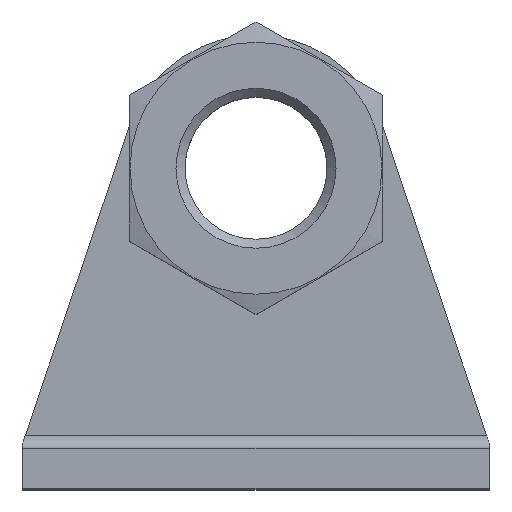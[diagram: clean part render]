
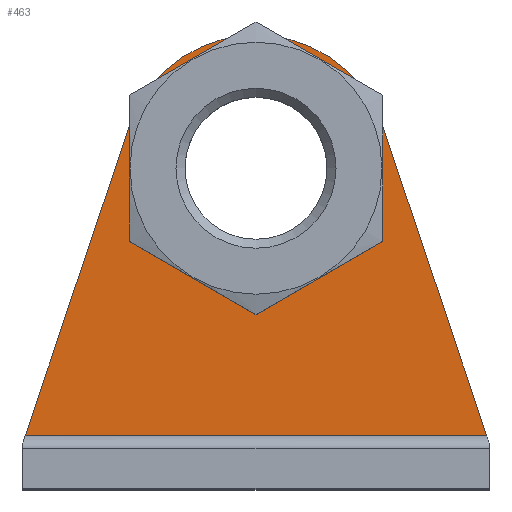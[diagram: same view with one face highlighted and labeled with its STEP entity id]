
A CAD part, top view. The second image highlights one B-rep face of the part: STEP entity #463.
In plain terms, the highlighted face is planar.
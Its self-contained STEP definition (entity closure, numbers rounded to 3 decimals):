
#65=LINE('',#724,#91);
#67=LINE('',#739,#93);
#68=LINE('',#741,#94);
#91=VECTOR('',#591,1000.);
#93=VECTOR('',#605,1000.);
#94=VECTOR('',#606,1000.);
#130=ORIENTED_EDGE('',*,*,#249,.F.);
#131=ORIENTED_EDGE('',*,*,#250,.F.);
#132=ORIENTED_EDGE('',*,*,#243,.T.);
#133=ORIENTED_EDGE('',*,*,#251,.F.);
#134=ORIENTED_EDGE('',*,*,#252,.T.);
#243=EDGE_CURVE('',#302,#303,#65,.T.);
#249=EDGE_CURVE('',#308,#308,#343,.F.);
#250=EDGE_CURVE('',#302,#309,#67,.T.);
#251=EDGE_CURVE('',#310,#303,#68,.T.);
#252=EDGE_CURVE('',#310,#309,#344,.F.);
#302=VERTEX_POINT('',#725);
#303=VERTEX_POINT('',#726);
#308=VERTEX_POINT('',#738);
#309=VERTEX_POINT('',#740);
#310=VERTEX_POINT('',#742);
#343=CIRCLE('',#528,6.05);
#344=CIRCLE('',#529,10.);
#359=EDGE_LOOP('',(#130));
#360=EDGE_LOOP('',(#131,#132,#133,#134));
#403=FACE_BOUND('',#359,.T.);
#404=FACE_BOUND('',#360,.T.);
#444=PLANE('',#527);
#463=ADVANCED_FACE('',(#403,#404),#444,.F.);
#527=AXIS2_PLACEMENT_3D('',#736,#601,#602);
#528=AXIS2_PLACEMENT_3D('',#737,#603,#604);
#529=AXIS2_PLACEMENT_3D('',#743,#607,#608);
#591=DIRECTION('',(0.,0.,-1.));
#601=DIRECTION('',(-1.,0.,0.));
#602=DIRECTION('',(0.,0.,1.));
#603=DIRECTION('',(-1.,0.,0.));
#604=DIRECTION('',(0.,0.,1.));
#605=DIRECTION('',(0.,0.948,-0.319));
#606=DIRECTION('',(0.,-0.948,-0.319));
#607=DIRECTION('',(-1.,0.,0.));
#608=DIRECTION('',(0.,0.,1.));
#724=CARTESIAN_POINT('',(3.,4.,17.5));
#725=CARTESIAN_POINT('',(3.,4.,17.297));
#726=CARTESIAN_POINT('',(3.,4.,-17.297));
#736=CARTESIAN_POINT('',(3.,4.,17.5));
#737=CARTESIAN_POINT('',(3.,24.,0.));
#738=CARTESIAN_POINT('',(3.,24.,6.05));
#739=CARTESIAN_POINT('',(3.,3.938,17.317));
#740=CARTESIAN_POINT('',(3.,27.195,9.476));
#741=CARTESIAN_POINT('',(3.,14.535,-13.745));
#742=CARTESIAN_POINT('',(3.,27.195,-9.476));
#743=CARTESIAN_POINT('',(3.,24.,0.));
